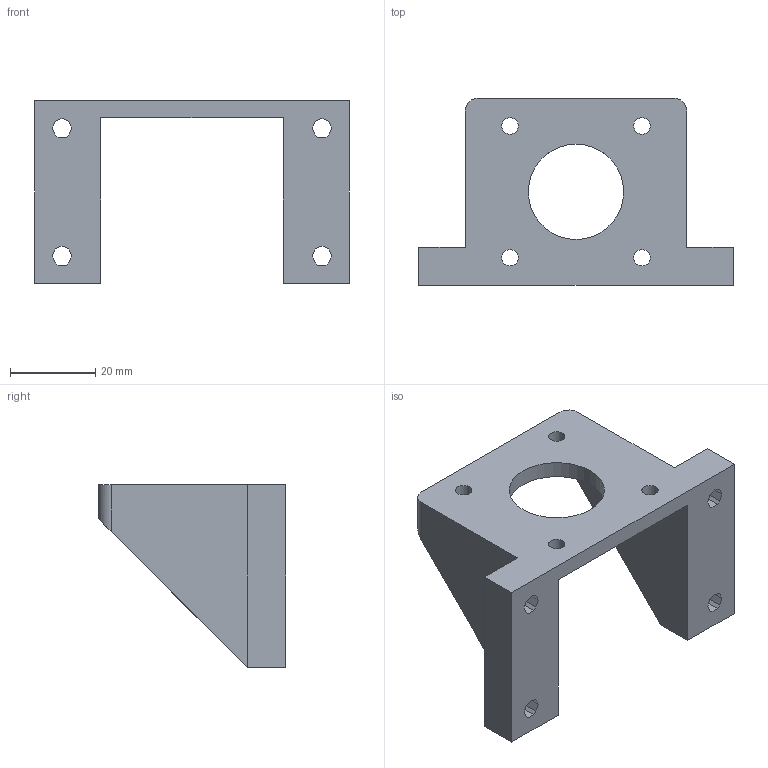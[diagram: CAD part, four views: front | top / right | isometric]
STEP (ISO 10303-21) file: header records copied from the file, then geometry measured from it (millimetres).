
FILE_DESCRIPTION(/* description */ (''),/* implementation_level */ '2;1');
FILE_NAME(/* name */ 'y motor bracket.step',/* time_stamp */ '2018-08-17T11:16:29+02:00',/* author */ ('boelle'),/* organization */ (''),/* preprocessor_version */ 'ST-DEVELOPER v17',/* originating_system */ 'Autodesk Translation Framework v7.1.0.215',/* authorisation */ '');
FILE_SCHEMA (('AUTOMOTIVE_DESIGN { 1 0 10303 214 3 1 1 }'));
Length unit declared in the file: millimetre
Products named in the file (1): ymotor bracket
Bounding box: 74 x 44 x 43 mm (x, y, z)
Volume: 24772.3 mm3; surface area: 12689.6 mm2
Topology: 1 solids, 1 shells, 87 faces, 251 edges, 170 vertices
Faces by surface type: plane 80, cylinder 7
Full cylindrical faces by diameter (mm): 3.863 x4, 22.4 x1
Entity records: 2909 total; most frequent: CARTESIAN_POINT 509, ORIENTED_EDGE 502, DIRECTION 451, EDGE_CURVE 251, LINE 227, VECTOR 227, VERTEX_POINT 170, AXIS2_PLACEMENT_3D 112
